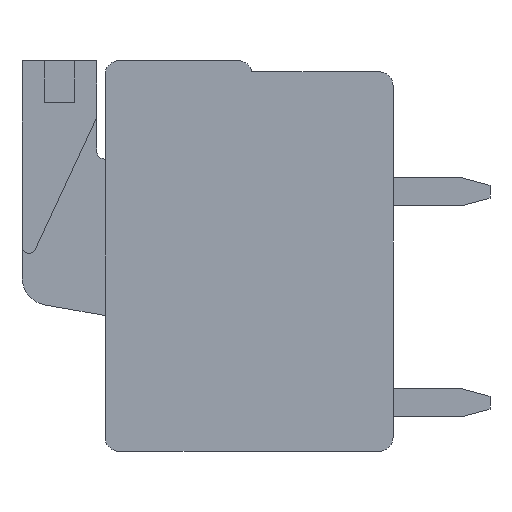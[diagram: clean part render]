
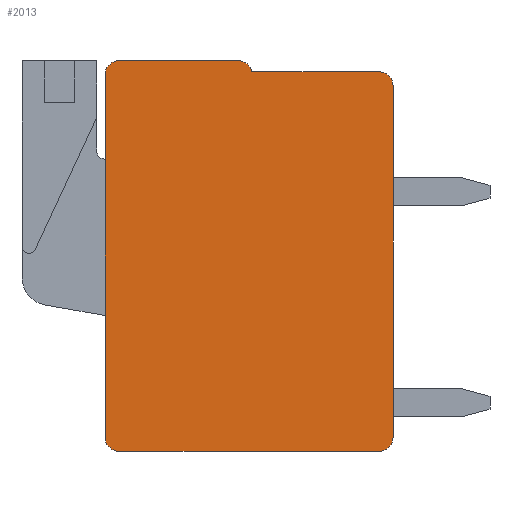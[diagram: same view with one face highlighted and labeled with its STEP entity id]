
A CAD part, left-side view. The second image highlights one B-rep face of the part: STEP entity #2013.
In plain terms, the highlighted planar face has unit normal (-1, 0, 0).
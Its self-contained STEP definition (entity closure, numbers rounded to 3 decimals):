
#2013=ADVANCED_FACE('',(#3755),#3757,.F.);
#3755=FACE_BOUND('',#3756,.T.);
#3756=EDGE_LOOP('',(#4993,#4994,#4995,#4996,#4997,#4998,#4999,#5000,#5001,#5002));
#3757=PLANE('',#3758);
#3758=AXIS2_PLACEMENT_3D('',#3759,#3760,#3761);
#3759=CARTESIAN_POINT('',(10.26,13.4,-14.1));
#3760=DIRECTION('',(1.,0.,0.));
#3761=DIRECTION('',(0.,1.,0.));
#4993=ORIENTED_EDGE('',*,*,#5660,.T.);
#4994=ORIENTED_EDGE('',*,*,#5651,.F.);
#4995=ORIENTED_EDGE('',*,*,#5654,.T.);
#4996=ORIENTED_EDGE('',*,*,#5645,.T.);
#4997=ORIENTED_EDGE('',*,*,#5648,.T.);
#4998=ORIENTED_EDGE('',*,*,#5641,.F.);
#4999=ORIENTED_EDGE('',*,*,#5656,.T.);
#5000=ORIENTED_EDGE('',*,*,#5633,.T.);
#5001=ORIENTED_EDGE('',*,*,#5658,.T.);
#5002=ORIENTED_EDGE('',*,*,#5626,.T.);
#5626=EDGE_CURVE('',#6513,#6514,#6515,.T.);
#5633=EDGE_CURVE('',#6526,#6527,#6528,.T.);
#5641=EDGE_CURVE('',#6540,#6542,#6543,.T.);
#5645=EDGE_CURVE('',#6550,#6548,#6551,.T.);
#5648=EDGE_CURVE('',#6548,#6542,#6555,.T.);
#5651=EDGE_CURVE('',#6558,#6560,#6561,.T.);
#5654=EDGE_CURVE('',#6558,#6550,#6565,.T.);
#5656=EDGE_CURVE('',#6540,#6526,#6567,.T.);
#5658=EDGE_CURVE('',#6527,#6513,#6569,.T.);
#5660=EDGE_CURVE('',#6514,#6560,#6571,.T.);
#6513=VERTEX_POINT('',#8741);
#6514=VERTEX_POINT('',#8742);
#6515=LINE('',#8743,#8744);
#6526=VERTEX_POINT('',#8768);
#6527=VERTEX_POINT('',#8769);
#6528=LINE('',#8770,#8771);
#6540=VERTEX_POINT('',#8796);
#6542=VERTEX_POINT('',#8800);
#6543=LINE('',#8801,#8802);
#6548=VERTEX_POINT('',#8812);
#6550=VERTEX_POINT('',#8816);
#6551=LINE('',#8817,#8818);
#6555=CIRCLE('',#8827,0.5);
#6558=VERTEX_POINT('',#8836);
#6560=VERTEX_POINT('',#8840);
#6561=LINE('',#8841,#8842);
#6565=CIRCLE('',#8851,0.5);
#6567=CIRCLE('',#8859,0.5);
#6569=CIRCLE('',#8867,0.5);
#6571=CIRCLE('',#8875,0.5);
#8741=CARTESIAN_POINT('',(10.26,10.4,-0.5));
#8742=CARTESIAN_POINT('',(10.26,10.4,-13.6));
#8743=CARTESIAN_POINT('',(10.26,10.4,-0.5));
#8744=VECTOR('',#8745,1.);
#8745=DIRECTION('',(0.,0.,-1.));
#8768=CARTESIAN_POINT('',(10.26,5.59,0.));
#8769=CARTESIAN_POINT('',(10.26,9.9,0.));
#8770=CARTESIAN_POINT('',(10.26,5.59,0.));
#8771=VECTOR('',#8772,1.);
#8772=DIRECTION('',(0.,1.,0.));
#8796=CARTESIAN_POINT('',(10.26,5.1,-0.4));
#8800=CARTESIAN_POINT('',(10.26,0.5,-0.4));
#8801=CARTESIAN_POINT('',(10.26,5.1,-0.4));
#8802=VECTOR('',#8803,1.);
#8803=DIRECTION('',(0.,-1.,0.));
#8812=CARTESIAN_POINT('',(10.26,0.,-0.9));
#8816=CARTESIAN_POINT('',(10.26,0.,-13.6));
#8817=CARTESIAN_POINT('',(10.26,0.,-13.6));
#8818=VECTOR('',#8819,1.);
#8819=DIRECTION('',(0.,0.,1.));
#8827=AXIS2_PLACEMENT_3D('',#8828,#8829,#8830);
#8828=CARTESIAN_POINT('',(10.26,0.5,-0.9));
#8829=DIRECTION('',(-1.,0.,0.));
#8830=DIRECTION('',(0.,-1.,0.));
#8836=CARTESIAN_POINT('',(10.26,0.5,-14.1));
#8840=CARTESIAN_POINT('',(10.26,9.9,-14.1));
#8841=CARTESIAN_POINT('',(10.26,0.5,-14.1));
#8842=VECTOR('',#8843,1.);
#8843=DIRECTION('',(0.,1.,0.));
#8851=AXIS2_PLACEMENT_3D('',#8852,#8853,#8854);
#8852=CARTESIAN_POINT('',(10.26,0.5,-13.6));
#8853=DIRECTION('',(-1.,0.,0.));
#8854=DIRECTION('',(0.,0.,-1.));
#8859=AXIS2_PLACEMENT_3D('',#8860,#8861,#8862);
#8860=CARTESIAN_POINT('',(10.26,5.59,-0.5));
#8861=DIRECTION('',(-1.,0.,0.));
#8862=DIRECTION('',(0.,-0.98,0.2));
#8867=AXIS2_PLACEMENT_3D('',#8868,#8869,#8870);
#8868=CARTESIAN_POINT('',(10.26,9.9,-0.5));
#8869=DIRECTION('',(-1.,0.,0.));
#8870=DIRECTION('',(0.,0.,1.));
#8875=AXIS2_PLACEMENT_3D('',#8876,#8877,#8878);
#8876=CARTESIAN_POINT('',(10.26,9.9,-13.6));
#8877=DIRECTION('',(-1.,0.,0.));
#8878=DIRECTION('',(0.,1.,0.));
